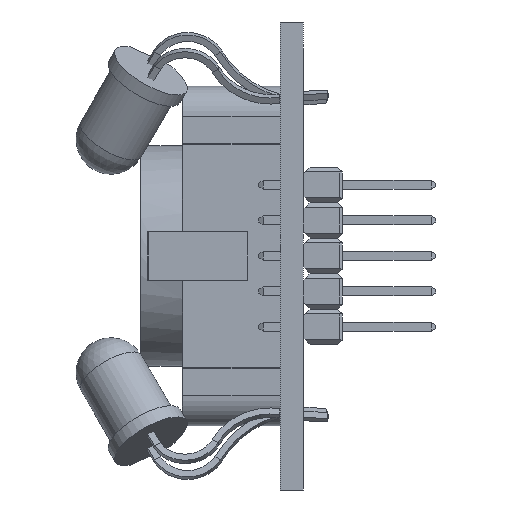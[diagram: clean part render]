
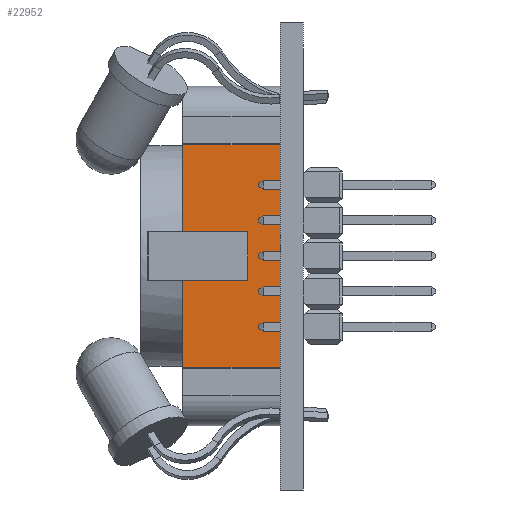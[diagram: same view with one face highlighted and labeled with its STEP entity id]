
A CAD part, left-side view. The second image highlights one B-rep face of the part: STEP entity #22952.
In plain terms, the highlighted planar face has unit normal (-1, 0, 0).
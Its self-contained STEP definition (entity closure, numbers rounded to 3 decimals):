
#1675=CIRCLE('',#24524,0.04);
#1688=CIRCLE('',#24543,0.04);
#2819=FACE_OUTER_BOUND('',#4134,.T.);
#4134=EDGE_LOOP('',(#15757,#15758,#15759,#15760,#15761,#15762,#15763,#15764,
#15765,#15766));
#5529=LINE('',#31189,#7675);
#5531=LINE('',#31210,#7677);
#5534=LINE('',#31277,#7680);
#5542=LINE('',#31334,#7688);
#5546=LINE('',#31362,#7692);
#5549=LINE('',#31366,#7695);
#5564=LINE('',#31413,#7710);
#5607=LINE('',#31572,#7753);
#7675=VECTOR('',#26041,10.);
#7677=VECTOR('',#26065,10.);
#7680=VECTOR('',#26106,10.);
#7688=VECTOR('',#26170,10.);
#7692=VECTOR('',#26200,10.);
#7695=VECTOR('',#26205,10.);
#7710=VECTOR('',#26260,10.);
#7753=VECTOR('',#26427,10.);
#9825=VERTEX_POINT('',#31178);
#9828=VERTEX_POINT('',#31185);
#9834=VERTEX_POINT('',#31200);
#9849=VERTEX_POINT('',#31268);
#9850=VERTEX_POINT('',#31269);
#9863=VERTEX_POINT('',#31306);
#9864=VERTEX_POINT('',#31308);
#9870=VERTEX_POINT('',#31325);
#9882=VERTEX_POINT('',#31355);
#9884=VERTEX_POINT('',#31360);
#12040=EDGE_CURVE('',#9825,#9828,#5529,.T.);
#12050=EDGE_CURVE('',#9834,#9825,#5531,.T.);
#12064=EDGE_CURVE('',#9849,#9850,#1675,.T.);
#12068=EDGE_CURVE('',#9850,#9834,#5534,.T.);
#12083=EDGE_CURVE('',#9863,#9864,#1688,.T.);
#12095=EDGE_CURVE('',#9870,#9863,#5542,.T.);
#12108=EDGE_CURVE('',#9884,#9882,#5546,.T.);
#12111=EDGE_CURVE('',#9882,#9870,#5549,.T.);
#12136=EDGE_CURVE('',#9864,#9849,#5564,.T.);
#12204=EDGE_CURVE('',#9828,#9884,#5607,.T.);
#15757=ORIENTED_EDGE('',*,*,#12108,.F.);
#15758=ORIENTED_EDGE('',*,*,#12204,.F.);
#15759=ORIENTED_EDGE('',*,*,#12040,.F.);
#15760=ORIENTED_EDGE('',*,*,#12050,.F.);
#15761=ORIENTED_EDGE('',*,*,#12068,.F.);
#15762=ORIENTED_EDGE('',*,*,#12064,.F.);
#15763=ORIENTED_EDGE('',*,*,#12136,.F.);
#15764=ORIENTED_EDGE('',*,*,#12083,.F.);
#15765=ORIENTED_EDGE('',*,*,#12095,.F.);
#15766=ORIENTED_EDGE('',*,*,#12111,.F.);
#22160=PLANE('',#24652);
#22952=ADVANCED_FACE('',(#2819),#22160,.T.);
#24524=AXIS2_PLACEMENT_3D('',#31270,#26096,#26097);
#24543=AXIS2_PLACEMENT_3D('',#31309,#26140,#26141);
#24652=AXIS2_PLACEMENT_3D('',#31571,#26425,#26426);
#26041=DIRECTION('',(0.,-1.,0.));
#26065=DIRECTION('',(0.,0.,1.));
#26096=DIRECTION('center_axis',(-1.,0.,0.));
#26097=DIRECTION('ref_axis',(0.,-0.707,0.707));
#26106=DIRECTION('',(0.,1.,0.));
#26140=DIRECTION('center_axis',(-1.,0.,0.));
#26141=DIRECTION('ref_axis',(0.,-0.707,-0.707));
#26170=DIRECTION('',(0.,-1.,0.));
#26200=DIRECTION('',(0.,1.,0.));
#26205=DIRECTION('',(0.,0.,1.));
#26260=DIRECTION('',(0.,0.,1.));
#26425=DIRECTION('center_axis',(-1.,0.,0.));
#26426=DIRECTION('ref_axis',(0.,0.,1.));
#26427=DIRECTION('',(0.,0.,-1.));
#31178=CARTESIAN_POINT('',(-8.,8.63,7.98));
#31185=CARTESIAN_POINT('',(-8.,1.65,7.98));
#31189=CARTESIAN_POINT('',(-8.,1.65,7.98));
#31200=CARTESIAN_POINT('',(-8.,8.63,1.77));
#31210=CARTESIAN_POINT('',(-8.,8.63,-4.));
#31268=CARTESIAN_POINT('',(-8.,3.979,1.73));
#31269=CARTESIAN_POINT('',(-8.,4.019,1.77));
#31270=CARTESIAN_POINT('Origin',(-8.,4.019,1.73));
#31277=CARTESIAN_POINT('',(-8.,2.824,1.77));
#31306=CARTESIAN_POINT('',(-8.,4.019,-1.77));
#31308=CARTESIAN_POINT('',(-8.,3.979,-1.73));
#31309=CARTESIAN_POINT('Origin',(-8.,4.019,-1.73));
#31325=CARTESIAN_POINT('',(-8.,8.63,-1.77));
#31334=CARTESIAN_POINT('',(-8.,6.379,-1.77));
#31355=CARTESIAN_POINT('',(-8.,8.63,-7.98));
#31360=CARTESIAN_POINT('',(-8.,1.65,-7.98));
#31362=CARTESIAN_POINT('',(-8.,1.65,-7.98));
#31366=CARTESIAN_POINT('',(-8.,8.63,-4.));
#31413=CARTESIAN_POINT('',(-8.,3.979,-4.875));
#31571=CARTESIAN_POINT('Origin',(-8.,1.65,-8.));
#31572=CARTESIAN_POINT('',(-8.,1.65,-4.));
